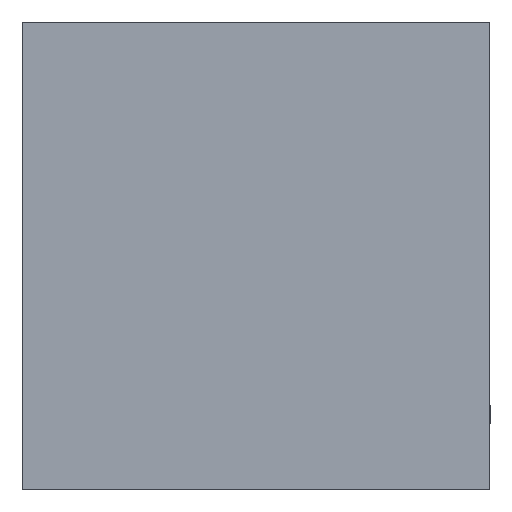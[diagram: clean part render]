
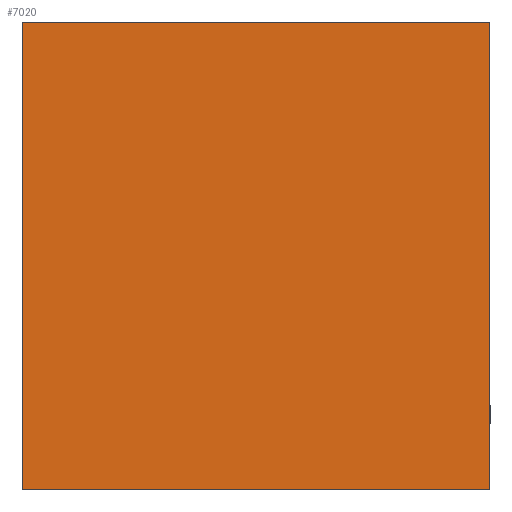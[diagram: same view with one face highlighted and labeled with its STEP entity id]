
A CAD part, left-side view. The second image highlights one B-rep face of the part: STEP entity #7020.
In plain terms, the highlighted planar face has unit normal (-1, 0, 0).
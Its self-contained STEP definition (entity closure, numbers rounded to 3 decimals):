
#398=PLANE('',#7370);
#754=FACE_OUTER_BOUND('',#1154,.T.);
#1154=EDGE_LOOP('',(#6235,#6236,#6237,#6238));
#1444=LINE('',#10799,#2136);
#1854=LINE('',#11940,#2546);
#1855=LINE('',#11941,#2547);
#1856=LINE('',#11942,#2548);
#2136=VECTOR('',#7796,10.);
#2546=VECTOR('',#8724,10.);
#2547=VECTOR('',#8725,10.);
#2548=VECTOR('',#8726,10.);
#3044=VERTEX_POINT('',#10792);
#3047=VERTEX_POINT('',#10797);
#3390=VERTEX_POINT('',#11938);
#3391=VERTEX_POINT('',#11939);
#3844=EDGE_CURVE('',#3047,#3044,#1444,.T.);
#4346=EDGE_CURVE('',#3390,#3391,#1854,.T.);
#4347=EDGE_CURVE('',#3391,#3044,#1855,.T.);
#4348=EDGE_CURVE('',#3390,#3047,#1856,.T.);
#6235=ORIENTED_EDGE('',*,*,#4346,.T.);
#6236=ORIENTED_EDGE('',*,*,#4347,.T.);
#6237=ORIENTED_EDGE('',*,*,#3844,.F.);
#6238=ORIENTED_EDGE('',*,*,#4348,.F.);
#7020=ADVANCED_FACE('',(#754),#398,.T.);
#7370=AXIS2_PLACEMENT_3D('',#11937,#8722,#8723);
#7796=DIRECTION('',(0.,-1.,0.));
#8722=DIRECTION('center_axis',(-1.,0.,0.));
#8723=DIRECTION('ref_axis',(0.,-1.,0.));
#8724=DIRECTION('',(0.,-1.,0.));
#8725=DIRECTION('',(0.,0.,1.));
#8726=DIRECTION('',(0.,0.,1.));
#10792=CARTESIAN_POINT('',(0.,0.,44.45));
#10797=CARTESIAN_POINT('',(0.,44.45,44.45));
#10799=CARTESIAN_POINT('',(0.,44.45,44.45));
#11937=CARTESIAN_POINT('Origin',(0.,44.45,0.));
#11938=CARTESIAN_POINT('',(0.,44.45,0.));
#11939=CARTESIAN_POINT('',(0.,0.,0.));
#11940=CARTESIAN_POINT('',(0.,44.45,0.));
#11941=CARTESIAN_POINT('',(0.,0.,0.));
#11942=CARTESIAN_POINT('',(0.,44.45,0.));
